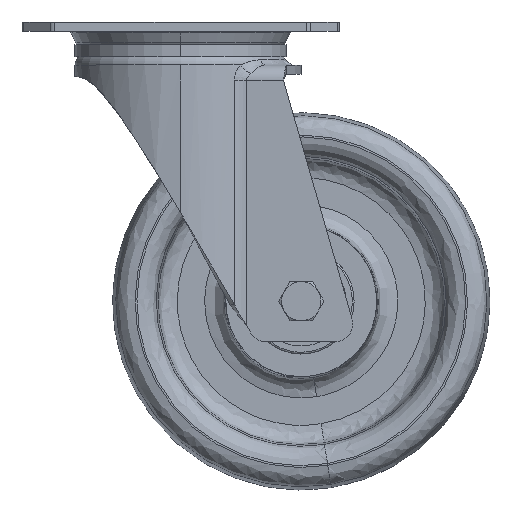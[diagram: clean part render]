
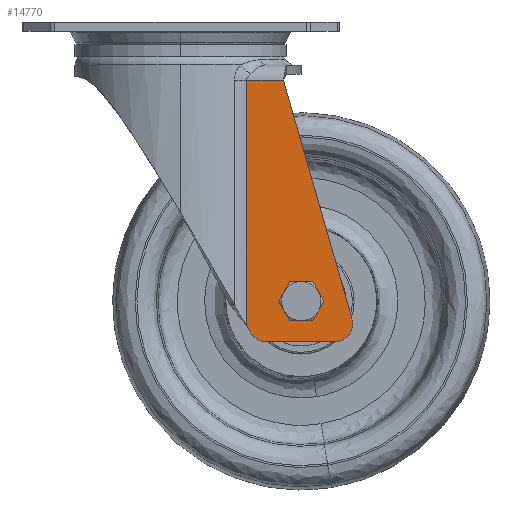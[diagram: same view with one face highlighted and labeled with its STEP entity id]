
A CAD part, top view. The second image highlights one B-rep face of the part: STEP entity #14770.
In plain terms, the highlighted planar face has unit normal (0, 0, 1).
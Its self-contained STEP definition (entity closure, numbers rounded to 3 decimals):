
#28 = ORIENTED_EDGE ( 'NONE', *, *, #3864, .F. ) ;
#67 = CIRCLE ( 'NONE', #10374, 4.1 ) ;
#260 = CARTESIAN_POINT ( 'NONE',  ( 25.973, -19.3, 29. ) ) ;
#713 = CIRCLE ( 'NONE', #12315, 6. ) ;
#1261 = CARTESIAN_POINT ( 'NONE',  ( 21.909, -19.3, 29. ) ) ;
#1270 = VERTEX_POINT ( 'NONE', #16671 ) ;
#1584 = VERTEX_POINT ( 'NONE', #8040 ) ;
#1898 = FACE_OUTER_BOUND ( 'NONE', #7260, .T. ) ;
#2108 = ORIENTED_EDGE ( 'NONE', *, *, #19506, .F. ) ;
#2187 = VECTOR ( 'NONE', #9874, 1000. ) ;
#2556 = CARTESIAN_POINT ( 'NONE',  ( 21.909, -19.3, 29. ) ) ;
#2744 = EDGE_CURVE ( 'NONE', #9668, #1270, #713, .T. ) ;
#2910 = CARTESIAN_POINT ( 'NONE',  ( 22.379, -101.421, 29. ) ) ;
#3015 = CARTESIAN_POINT ( 'NONE',  ( 22.85, -102.225, 29. ) ) ;
#3257 = B_SPLINE_CURVE_WITH_KNOTS ( 'NONE', 3,
 ( #12553, #3015, #2910, #17147 ),
 .UNSPECIFIED., .F., .F.,
 ( 4, 4 ),
 ( 0., 1. ),
 .UNSPECIFIED. ) ;
#3450 = DIRECTION ( 'NONE',  ( 0.029, -1., 0. ) ) ;
#3532 = CARTESIAN_POINT ( 'NONE',  ( 28.5, -106.002, 29. ) ) ;
#3741 = VERTEX_POINT ( 'NONE', #8531 ) ;
#3864 = EDGE_CURVE ( 'NONE', #14560, #16236, #12237, .T. ) ;
#3912 = EDGE_LOOP ( 'NONE', ( #2108, #18512 ) ) ;
#3938 = DIRECTION ( 'NONE',  ( 0., 0., 1. ) ) ;
#4321 = CARTESIAN_POINT ( 'NONE',  ( 34.101, -19.3, 29. ) ) ;
#4513 = CARTESIAN_POINT ( 'NONE',  ( 40., -92.5, 29. ) ) ;
#4530 = DIRECTION ( 'NONE',  ( 0.276, -0.961, 0. ) ) ;
#4703 = B_SPLINE_CURVE_WITH_KNOTS ( 'NONE', 3,
 ( #18574, #9040, #260, #1261 ),
 .UNSPECIFIED., .F., .F.,
 ( 4, 4 ),
 ( 0., 1. ),
 .UNSPECIFIED. ) ;
#5062 = LINE ( 'NONE', #3532, #2187 ) ;
#5154 = CIRCLE ( 'NONE', #19451, 6. ) ;
#5195 = CARTESIAN_POINT ( 'NONE',  ( 51.032, -100.002, 29. ) ) ;
#5598 = ORIENTED_EDGE ( 'NONE', *, *, #8395, .T. ) ;
#5706 = CIRCLE ( 'NONE', #20018, 6. ) ;
#5888 = EDGE_CURVE ( 'NONE', #17764, #13491, #11708, .T. ) ;
#7031 = CARTESIAN_POINT ( 'NONE',  ( 21.909, -19.3, 29. ) ) ;
#7213 = EDGE_CURVE ( 'NONE', #16236, #3741, #5154, .T. ) ;
#7260 = EDGE_LOOP ( 'NONE', ( #13248, #10318, #10895, #16645, #9661, #28, #5598, #17046 ) ) ;
#8040 = CARTESIAN_POINT ( 'NONE',  ( 51.032, -106.002, 29. ) ) ;
#8375 = VERTEX_POINT ( 'NONE', #19944 ) ;
#8395 = EDGE_CURVE ( 'NONE', #14560, #13491, #4703, .T. ) ;
#8487 = DIRECTION ( 'NONE',  ( 0., 0., 1. ) ) ;
#8531 = CARTESIAN_POINT ( 'NONE',  ( 51.205, -105.999, 29. ) ) ;
#8560 = VECTOR ( 'NONE', #4530, 1000. ) ;
#8716 = AXIS2_PLACEMENT_3D ( 'NONE', #13509, #3938, #11728 ) ;
#8808 = DIRECTION ( 'NONE',  ( -1., 0., 0. ) ) ;
#9040 = CARTESIAN_POINT ( 'NONE',  ( 30.037, -19.3, 29. ) ) ;
#9661 = ORIENTED_EDGE ( 'NONE', *, *, #7213, .F. ) ;
#9668 = VERTEX_POINT ( 'NONE', #13465 ) ;
#9874 = DIRECTION ( 'NONE',  ( 1., 0., 0. ) ) ;
#10318 = ORIENTED_EDGE ( 'NONE', *, *, #2744, .F. ) ;
#10374 = AXIS2_PLACEMENT_3D ( 'NONE', #18038, #8487, #19403 ) ;
#10859 = DIRECTION ( 'NONE',  ( 0., 0., 1. ) ) ;
#10895 = ORIENTED_EDGE ( 'NONE', *, *, #14059, .T. ) ;
#11254 = DIRECTION ( 'NONE',  ( 0., 0., -1. ) ) ;
#11460 = CARTESIAN_POINT ( 'NONE',  ( 51.032, -100.002, 29. ) ) ;
#11708 = B_SPLINE_CURVE_WITH_KNOTS ( 'NONE', 3,
 ( #18064, #18365, #14971, #7031 ),
 .UNSPECIFIED., .F., .F.,
 ( 4, 4 ),
 ( 0., 1. ),
 .UNSPECIFIED. ) ;
#11728 = DIRECTION ( 'NONE',  ( 1., 0., 0. ) ) ;
#12237 = LINE ( 'NONE', #4321, #8560 ) ;
#12315 = AXIS2_PLACEMENT_3D ( 'NONE', #17684, #15925, #17582 ) ;
#12553 = CARTESIAN_POINT ( 'NONE',  ( 23.32, -103.03, 29. ) ) ;
#13248 = ORIENTED_EDGE ( 'NONE', *, *, #19939, .F. ) ;
#13465 = CARTESIAN_POINT ( 'NONE',  ( 28.5, -106.002, 29. ) ) ;
#13491 = VERTEX_POINT ( 'NONE', #2556 ) ;
#13509 = CARTESIAN_POINT ( 'NONE',  ( 0., -99.409, 29. ) ) ;
#14059 = EDGE_CURVE ( 'NONE', #9668, #1584, #5062, .T. ) ;
#14560 = VERTEX_POINT ( 'NONE', #17519 ) ;
#14770 = ADVANCED_FACE ( 'NONE', ( #16238, #1898 ), #19248, .T. ) ;
#14958 = CIRCLE ( 'NONE', #15609, 4.1 ) ;
#14971 = CARTESIAN_POINT ( 'NONE',  ( 21.909, -46.405, 29. ) ) ;
#15342 = EDGE_CURVE ( 'NONE', #19988, #8375, #67, .T. ) ;
#15532 = CARTESIAN_POINT ( 'NONE',  ( 56.799, -98.346, 29. ) ) ;
#15549 = EDGE_CURVE ( 'NONE', #3741, #1584, #5706, .T. ) ;
#15609 = AXIS2_PLACEMENT_3D ( 'NONE', #4513, #10859, #8808 ) ;
#15925 = DIRECTION ( 'NONE',  ( 0., 0., -1. ) ) ;
#16236 = VERTEX_POINT ( 'NONE', #15532 ) ;
#16238 = FACE_BOUND ( 'NONE', #3912, .T. ) ;
#16361 = DIRECTION ( 'NONE',  ( 0.029, -1., 0. ) ) ;
#16645 = ORIENTED_EDGE ( 'NONE', *, *, #15549, .F. ) ;
#16671 = CARTESIAN_POINT ( 'NONE',  ( 23.32, -103.03, 29. ) ) ;
#17046 = ORIENTED_EDGE ( 'NONE', *, *, #5888, .F. ) ;
#17147 = CARTESIAN_POINT ( 'NONE',  ( 21.909, -100.616, 29. ) ) ;
#17519 = CARTESIAN_POINT ( 'NONE',  ( 34.101, -19.3, 29. ) ) ;
#17582 = DIRECTION ( 'NONE',  ( 0., -1., 0. ) ) ;
#17684 = CARTESIAN_POINT ( 'NONE',  ( 28.5, -100.002, 29. ) ) ;
#17685 = DIRECTION ( 'NONE',  ( 0., 0., -1. ) ) ;
#17764 = VERTEX_POINT ( 'NONE', #19354 ) ;
#18038 = CARTESIAN_POINT ( 'NONE',  ( 40., -92.5, 29. ) ) ;
#18064 = CARTESIAN_POINT ( 'NONE',  ( 21.909, -100.616, 29. ) ) ;
#18365 = CARTESIAN_POINT ( 'NONE',  ( 21.909, -73.511, 29. ) ) ;
#18512 = ORIENTED_EDGE ( 'NONE', *, *, #15342, .F. ) ;
#18574 = CARTESIAN_POINT ( 'NONE',  ( 34.101, -19.3, 29. ) ) ;
#18585 = CARTESIAN_POINT ( 'NONE',  ( 44.1, -92.5, 29. ) ) ;
#19248 = PLANE ( 'NONE',  #8716 ) ;
#19354 = CARTESIAN_POINT ( 'NONE',  ( 21.909, -100.616, 29. ) ) ;
#19403 = DIRECTION ( 'NONE',  ( 1., 0., 0. ) ) ;
#19451 = AXIS2_PLACEMENT_3D ( 'NONE', #5195, #17685, #3450 ) ;
#19506 = EDGE_CURVE ( 'NONE', #8375, #19988, #14958, .T. ) ;
#19939 = EDGE_CURVE ( 'NONE', #1270, #17764, #3257, .T. ) ;
#19944 = CARTESIAN_POINT ( 'NONE',  ( 35.9, -92.5, 29. ) ) ;
#19988 = VERTEX_POINT ( 'NONE', #18585 ) ;
#20018 = AXIS2_PLACEMENT_3D ( 'NONE', #11460, #11254, #16361 ) ;
